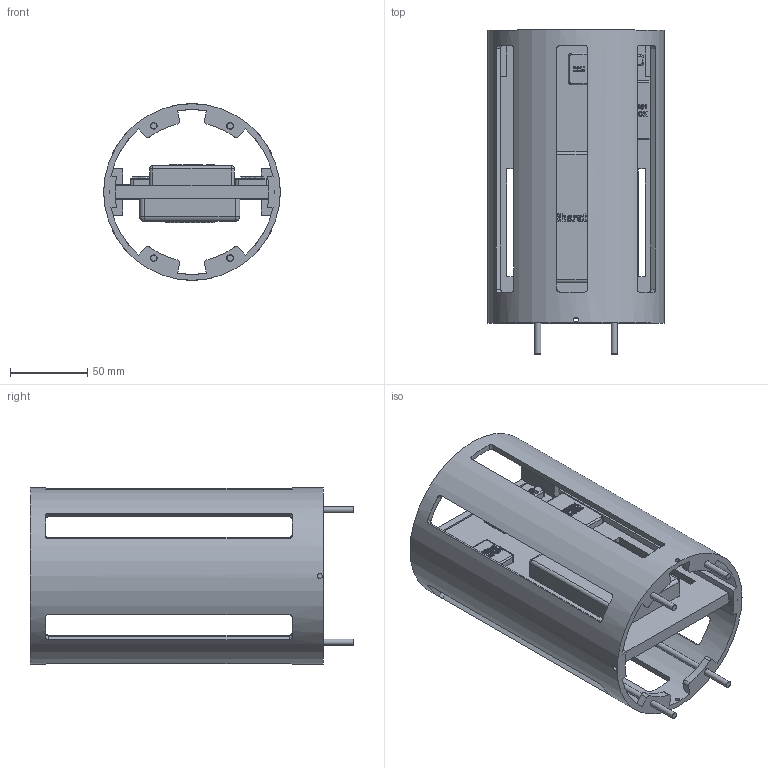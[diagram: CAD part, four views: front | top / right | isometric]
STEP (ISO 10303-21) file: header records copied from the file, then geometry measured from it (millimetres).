
FILE_DESCRIPTION(/* description */ (''),/* implementation_level */ '2;1');
FILE_NAME(/* name */ 'pinaka v8.step',/* time_stamp */ '2024-09-29T16:10:54+05:30',/* author */ (''),/* organization */ (''),/* preprocessor_version */ 'ST-DEVELOPER v20',/* originating_system */ 'Autodesk Translation Framework v13.20.0.188',/* authorisation */ '');
FILE_SCHEMA (('AUTOMOTIVE_DESIGN { 1 0 10303 214 3 1 1 }'));
Products named in the file (1): pinaka
Bounding box: 114.5 x 210 x 114.5 mm (x, y, z)
Volume: 465448.1 mm3; surface area: 199305.9 mm2
Topology: 15 solids, 15 shells, 1588 faces, 4313 edges, 2850 vertices
Faces by surface type: plane 725, bspline 715, cylinder 136, sphere 12
Full cylindrical faces by diameter (mm): 3 x12, 4 x4, 4.2 x2, 4.4 x2, 107 x1, 114.5 x1
Entity records: 57023 total; most frequent: CARTESIAN_POINT 21551, ORIENTED_EDGE 8626, DIRECTION 4909, EDGE_CURVE 4313, VERTEX_POINT 2850, LINE 2569, VECTOR 2569, EDGE_LOOP 1721
